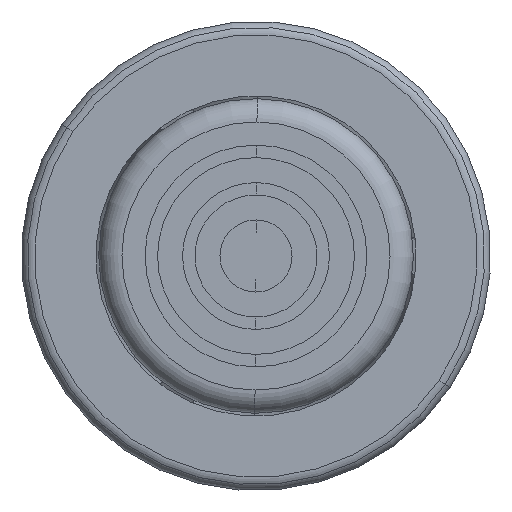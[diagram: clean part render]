
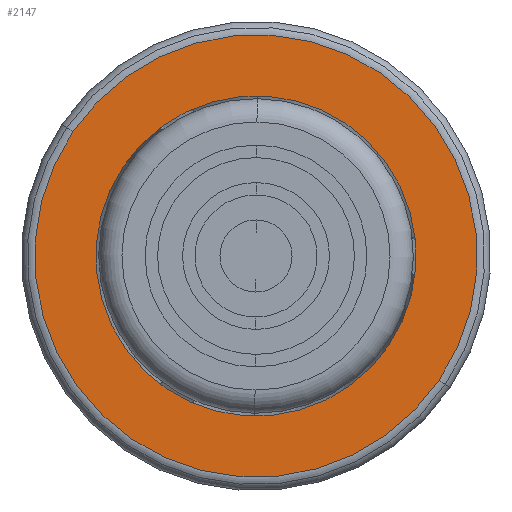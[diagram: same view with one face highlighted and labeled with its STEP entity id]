
A CAD part, left-side view. The second image highlights one B-rep face of the part: STEP entity #2147.
In plain terms, the highlighted face is planar.
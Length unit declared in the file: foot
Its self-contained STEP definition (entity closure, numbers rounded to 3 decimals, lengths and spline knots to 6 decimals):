
#16 = VERTEX_POINT ( 'NONE', #10063 ) ;
#134 = EDGE_LOOP ( 'NONE', ( #3504, #7046 ) ) ;
#136 = AXIS2_PLACEMENT_3D ( 'NONE', #1230, #8934, #8795 ) ;
#599 = AXIS2_PLACEMENT_3D ( 'NONE', #6327, #5335, #6979 ) ;
#651 = EDGE_CURVE ( 'NONE', #9837, #7262, #4154, .T. ) ;
#807 = CARTESIAN_POINT ( 'NONE',  ( 0., 0.008, 0.017917 ) ) ;
#889 = AXIS2_PLACEMENT_3D ( 'NONE', #7371, #2585, #8153 ) ;
#1230 = CARTESIAN_POINT ( 'NONE',  ( 0., 0.008, 0. ) ) ;
#1283 = EDGE_CURVE ( 'NONE', #4132, #16, #7912, .T. ) ;
#1646 = CARTESIAN_POINT ( 'NONE',  ( 0., 0.008, -0.02475 ) ) ;
#2147 = ADVANCED_FACE ( 'NONE', ( #5879, #6136 ), #2735, .T. ) ;
#2585 = DIRECTION ( 'NONE',  ( 0., -1., 0. ) ) ;
#2622 = EDGE_CURVE ( 'NONE', #16, #4132, #8618, .T. ) ;
#2735 = PLANE ( 'NONE',  #5526 ) ;
#3076 = DIRECTION ( 'NONE',  ( 0., 0., -1. ) ) ;
#3504 = ORIENTED_EDGE ( 'NONE', *, *, #6915, .T. ) ;
#3629 = EDGE_LOOP ( 'NONE', ( #6181, #6957 ) ) ;
#4044 = CARTESIAN_POINT ( 'NONE',  ( 0., 0.008, -0.017917 ) ) ;
#4132 = VERTEX_POINT ( 'NONE', #1646 ) ;
#4154 = CIRCLE ( 'NONE', #599, 0.017917 ) ;
#5249 = AXIS2_PLACEMENT_3D ( 'NONE', #7104, #8637, #3076 ) ;
#5335 = DIRECTION ( 'NONE',  ( 0., -1., 0. ) ) ;
#5526 = AXIS2_PLACEMENT_3D ( 'NONE', #7463, #6683, #5894 ) ;
#5879 = FACE_BOUND ( 'NONE', #134, .T. ) ;
#5894 = DIRECTION ( 'NONE',  ( 0., 0., 1. ) ) ;
#6136 = FACE_OUTER_BOUND ( 'NONE', #3629, .T. ) ;
#6181 = ORIENTED_EDGE ( 'NONE', *, *, #1283, .F. ) ;
#6327 = CARTESIAN_POINT ( 'NONE',  ( 0., 0.008, 0. ) ) ;
#6683 = DIRECTION ( 'NONE',  ( 0., 1., 0. ) ) ;
#6915 = EDGE_CURVE ( 'NONE', #7262, #9837, #7064, .T. ) ;
#6957 = ORIENTED_EDGE ( 'NONE', *, *, #2622, .F. ) ;
#6979 = DIRECTION ( 'NONE',  ( 0., 0., -1. ) ) ;
#7046 = ORIENTED_EDGE ( 'NONE', *, *, #651, .T. ) ;
#7064 = CIRCLE ( 'NONE', #889, 0.017917 ) ;
#7104 = CARTESIAN_POINT ( 'NONE',  ( 0., 0.008, 0. ) ) ;
#7262 = VERTEX_POINT ( 'NONE', #4044 ) ;
#7371 = CARTESIAN_POINT ( 'NONE',  ( 0., 0.008, 0. ) ) ;
#7463 = CARTESIAN_POINT ( 'NONE',  ( 0.017917, 0.008, 0. ) ) ;
#7912 = CIRCLE ( 'NONE', #5249, 0.02475 ) ;
#8153 = DIRECTION ( 'NONE',  ( 0., 0., -1. ) ) ;
#8618 = CIRCLE ( 'NONE', #136, 0.02475 ) ;
#8637 = DIRECTION ( 'NONE',  ( 0., -1., 0. ) ) ;
#8795 = DIRECTION ( 'NONE',  ( 0., 0., -1. ) ) ;
#8934 = DIRECTION ( 'NONE',  ( 0., -1., 0. ) ) ;
#9837 = VERTEX_POINT ( 'NONE', #807 ) ;
#10063 = CARTESIAN_POINT ( 'NONE',  ( 0., 0.008, 0.02475 ) ) ;
